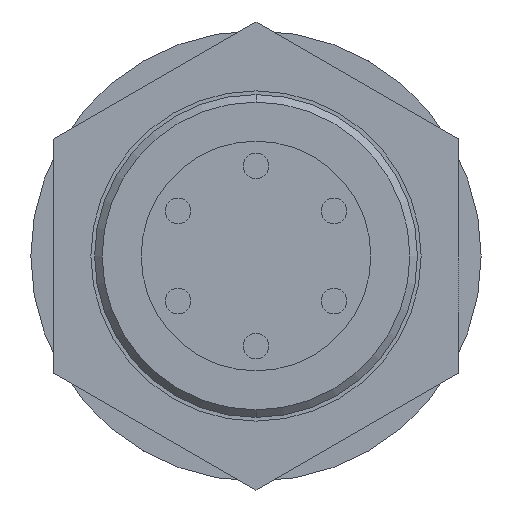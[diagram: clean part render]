
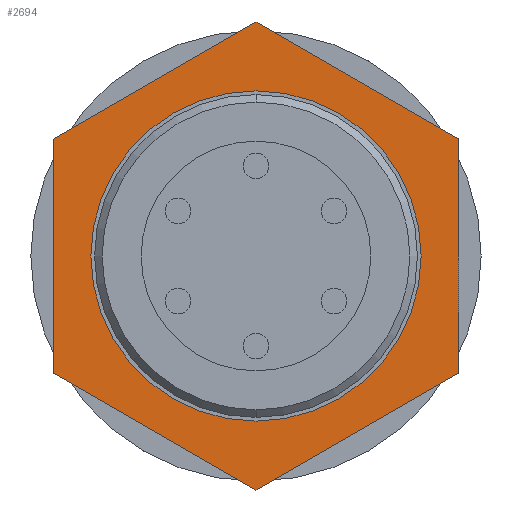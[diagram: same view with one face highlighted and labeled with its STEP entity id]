
A CAD part, front view. The second image highlights one B-rep face of the part: STEP entity #2694.
In plain terms, the highlighted planar face has unit normal (0, -1, 0).
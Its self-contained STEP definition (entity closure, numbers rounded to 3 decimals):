
#26 = VERTEX_POINT ( 'NONE', #2133 ) ;
#51 = VERTEX_POINT ( 'NONE', #1999 ) ;
#53 = DIRECTION ( 'NONE',  ( 0., 0., 1. ) ) ;
#144 = LINE ( 'NONE', #1756, #2808 ) ;
#208 = CARTESIAN_POINT ( 'NONE',  ( 0., -12., -15.588 ) ) ;
#231 = ORIENTED_EDGE ( 'NONE', *, *, #2592, .T. ) ;
#281 = CARTESIAN_POINT ( 'NONE',  ( 0., -12., 0. ) ) ;
#366 = EDGE_CURVE ( 'NONE', #2713, #469, #2745, .T. ) ;
#418 = ORIENTED_EDGE ( 'NONE', *, *, #3136, .T. ) ;
#469 = VERTEX_POINT ( 'NONE', #1240 ) ;
#470 = VECTOR ( 'NONE', #1435, 1000. ) ;
#505 = FACE_OUTER_BOUND ( 'NONE', #1189, .T. ) ;
#553 = ORIENTED_EDGE ( 'NONE', *, *, #366, .T. ) ;
#616 = DIRECTION ( 'NONE',  ( 0., 0., -1. ) ) ;
#723 = ORIENTED_EDGE ( 'NONE', *, *, #1837, .T. ) ;
#759 = CARTESIAN_POINT ( 'NONE',  ( 0., -12., 0. ) ) ;
#783 = CARTESIAN_POINT ( 'NONE',  ( 0., -12., -11. ) ) ;
#898 = CARTESIAN_POINT ( 'NONE',  ( -13.5, -12., -7.794 ) ) ;
#978 = LINE ( 'NONE', #2295, #2561 ) ;
#1096 = CARTESIAN_POINT ( 'NONE',  ( 0., -12., -15.588 ) ) ;
#1139 = VERTEX_POINT ( 'NONE', #1622 ) ;
#1189 = EDGE_LOOP ( 'NONE', ( #2829, #723, #418, #3132, #553, #231 ) ) ;
#1207 = DIRECTION ( 'NONE',  ( 0.866, 0., -0.5 ) ) ;
#1211 = CARTESIAN_POINT ( 'NONE',  ( -13.5, -12., 7.794 ) ) ;
#1240 = CARTESIAN_POINT ( 'NONE',  ( 13.5, -12., -7.794 ) ) ;
#1250 = FACE_BOUND ( 'NONE', #2634, .T. ) ;
#1433 = CARTESIAN_POINT ( 'NONE',  ( 0., -12., 15.588 ) ) ;
#1435 = DIRECTION ( 'NONE',  ( 0., 0., -1. ) ) ;
#1474 = EDGE_CURVE ( 'NONE', #1619, #1139, #1549, .T. ) ;
#1523 = CARTESIAN_POINT ( 'NONE',  ( -13.5, -12., -7.794 ) ) ;
#1524 = DIRECTION ( 'NONE',  ( 0., -1., 0. ) ) ;
#1547 = LINE ( 'NONE', #898, #2077 ) ;
#1549 = CIRCLE ( 'NONE', #1760, 11. ) ;
#1591 = VERTEX_POINT ( 'NONE', #2708 ) ;
#1619 = VERTEX_POINT ( 'NONE', #783 ) ;
#1622 = CARTESIAN_POINT ( 'NONE',  ( 0., -12., 11. ) ) ;
#1652 = DIRECTION ( 'NONE',  ( -0.866, 0., -0.5 ) ) ;
#1679 = VECTOR ( 'NONE', #2116, 1000. ) ;
#1756 = CARTESIAN_POINT ( 'NONE',  ( 13.5, -12., -7.794 ) ) ;
#1760 = AXIS2_PLACEMENT_3D ( 'NONE', #2875, #1524, #3090 ) ;
#1785 = AXIS2_PLACEMENT_3D ( 'NONE', #281, #2146, #616 ) ;
#1824 = DIRECTION ( 'NONE',  ( -0.866, 0., 0.5 ) ) ;
#1837 = EDGE_CURVE ( 'NONE', #51, #26, #2824, .T. ) ;
#1882 = EDGE_CURVE ( 'NONE', #2032, #2713, #1547, .T. ) ;
#1999 = CARTESIAN_POINT ( 'NONE',  ( 0., -12., 15.588 ) ) ;
#2032 = VERTEX_POINT ( 'NONE', #1523 ) ;
#2077 = VECTOR ( 'NONE', #1207, 1000. ) ;
#2091 = ORIENTED_EDGE ( 'NONE', *, *, #1474, .F. ) ;
#2116 = DIRECTION ( 'NONE',  ( 0.866, 0., 0.5 ) ) ;
#2133 = CARTESIAN_POINT ( 'NONE',  ( -13.5, -12., 7.794 ) ) ;
#2146 = DIRECTION ( 'NONE',  ( 0., -1., 0. ) ) ;
#2156 = VECTOR ( 'NONE', #1652, 1000. ) ;
#2257 = DIRECTION ( 'NONE',  ( 0., -1., 0. ) ) ;
#2295 = CARTESIAN_POINT ( 'NONE',  ( 13.5, -12., 7.794 ) ) ;
#2312 = ORIENTED_EDGE ( 'NONE', *, *, #3198, .F. ) ;
#2488 = AXIS2_PLACEMENT_3D ( 'NONE', #759, #2257, #2923 ) ;
#2561 = VECTOR ( 'NONE', #1824, 1000. ) ;
#2592 = EDGE_CURVE ( 'NONE', #469, #1591, #144, .T. ) ;
#2634 = EDGE_LOOP ( 'NONE', ( #2312, #2091 ) ) ;
#2694 = ADVANCED_FACE ( 'NONE', ( #505, #1250 ), #2710, .T. ) ;
#2708 = CARTESIAN_POINT ( 'NONE',  ( 13.5, -12., 7.794 ) ) ;
#2710 = PLANE ( 'NONE',  #2488 ) ;
#2713 = VERTEX_POINT ( 'NONE', #1096 ) ;
#2745 = LINE ( 'NONE', #208, #1679 ) ;
#2808 = VECTOR ( 'NONE', #53, 1000. ) ;
#2812 = EDGE_CURVE ( 'NONE', #1591, #51, #978, .T. ) ;
#2824 = LINE ( 'NONE', #1433, #2156 ) ;
#2829 = ORIENTED_EDGE ( 'NONE', *, *, #2812, .T. ) ;
#2875 = CARTESIAN_POINT ( 'NONE',  ( 0., -12., 0. ) ) ;
#2923 = DIRECTION ( 'NONE',  ( 0., 0., -1. ) ) ;
#2949 = CIRCLE ( 'NONE', #1785, 11. ) ;
#3090 = DIRECTION ( 'NONE',  ( 0., 0., -1. ) ) ;
#3132 = ORIENTED_EDGE ( 'NONE', *, *, #1882, .T. ) ;
#3136 = EDGE_CURVE ( 'NONE', #26, #2032, #3149, .T. ) ;
#3149 = LINE ( 'NONE', #1211, #470 ) ;
#3198 = EDGE_CURVE ( 'NONE', #1139, #1619, #2949, .T. ) ;
